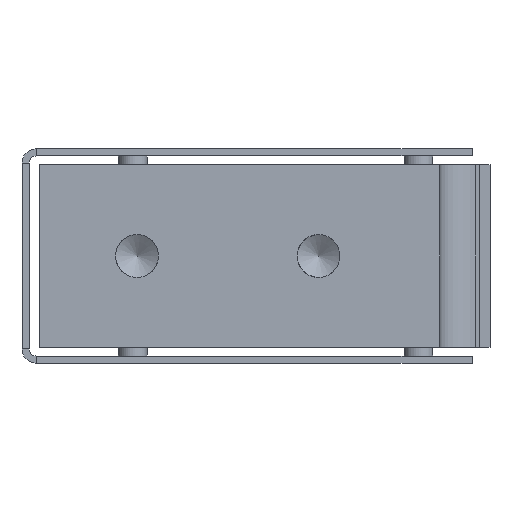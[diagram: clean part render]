
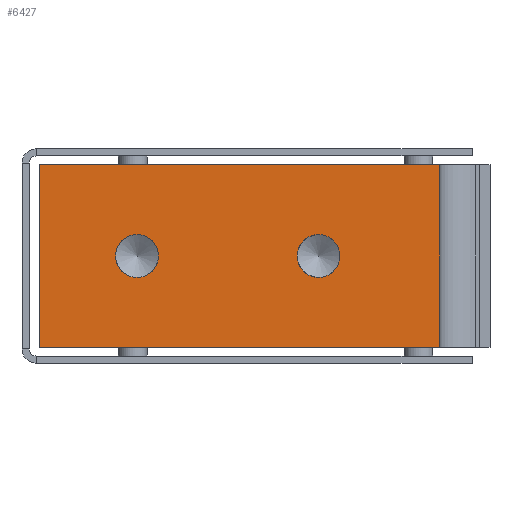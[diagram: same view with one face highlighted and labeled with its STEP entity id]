
A CAD part, left-side view. The second image highlights one B-rep face of the part: STEP entity #6427.
In plain terms, the highlighted planar face has unit normal (-1, 0, 0).
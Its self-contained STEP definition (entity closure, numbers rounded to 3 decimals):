
#51=FACE_BOUND('',#953,.T.);
#52=FACE_BOUND('',#954,.T.);
#127=PLANE('',#6881);
#173=CIRCLE('',#6703,3.);
#174=CIRCLE('',#6704,3.);
#178=CIRCLE('',#6721,3.);
#179=CIRCLE('',#6722,3.);
#581=FACE_OUTER_BOUND('',#952,.T.);
#952=EDGE_LOOP('',(#5686,#5687,#5688,#5689));
#953=EDGE_LOOP('',(#5690,#5691));
#954=EDGE_LOOP('',(#5692,#5693));
#1751=LINE('',#22693,#2127);
#1800=LINE('',#22814,#2176);
#1821=LINE('',#22857,#2197);
#1822=LINE('',#22859,#2198);
#2127=VECTOR('',#7913,10.);
#2176=VECTOR('',#8014,10.);
#2197=VECTOR('',#8071,10.);
#2198=VECTOR('',#8074,10.);
#2661=VERTEX_POINT('',#15376);
#2662=VERTEX_POINT('',#15377);
#2702=VERTEX_POINT('',#18064);
#2703=VERTEX_POINT('',#18065);
#2801=VERTEX_POINT('',#22690);
#2802=VERTEX_POINT('',#22692);
#2847=VERTEX_POINT('',#22811);
#2848=VERTEX_POINT('',#22813);
#3499=EDGE_CURVE('',#2661,#2662,#173,.T.);
#3500=EDGE_CURVE('',#2662,#2661,#174,.T.);
#3575=EDGE_CURVE('',#2702,#2703,#178,.T.);
#3576=EDGE_CURVE('',#2703,#2702,#179,.T.);
#3726=EDGE_CURVE('',#2801,#2802,#1751,.T.);
#3787=EDGE_CURVE('',#2847,#2848,#1800,.T.);
#3811=EDGE_CURVE('',#2801,#2848,#1821,.T.);
#3812=EDGE_CURVE('',#2802,#2847,#1822,.T.);
#5686=ORIENTED_EDGE('',*,*,#3811,.T.);
#5687=ORIENTED_EDGE('',*,*,#3787,.F.);
#5688=ORIENTED_EDGE('',*,*,#3812,.F.);
#5689=ORIENTED_EDGE('',*,*,#3726,.F.);
#5690=ORIENTED_EDGE('',*,*,#3499,.T.);
#5691=ORIENTED_EDGE('',*,*,#3500,.T.);
#5692=ORIENTED_EDGE('',*,*,#3575,.T.);
#5693=ORIENTED_EDGE('',*,*,#3576,.T.);
#6427=ADVANCED_FACE('',(#581,#51,#52),#127,.T.);
#6703=AXIS2_PLACEMENT_3D('',#15378,#7587,#7588);
#6704=AXIS2_PLACEMENT_3D('',#15379,#7589,#7590);
#6721=AXIS2_PLACEMENT_3D('',#18066,#7628,#7629);
#6722=AXIS2_PLACEMENT_3D('',#18067,#7630,#7631);
#6881=AXIS2_PLACEMENT_3D('',#22858,#8072,#8073);
#7587=DIRECTION('center_axis',(1.,0.,0.));
#7588=DIRECTION('ref_axis',(0.,-1.,0.));
#7589=DIRECTION('center_axis',(1.,0.,0.));
#7590=DIRECTION('ref_axis',(0.,-1.,0.));
#7628=DIRECTION('center_axis',(1.,0.,0.));
#7629=DIRECTION('ref_axis',(0.,-1.,0.));
#7630=DIRECTION('center_axis',(1.,0.,0.));
#7631=DIRECTION('ref_axis',(0.,-1.,0.));
#7913=DIRECTION('',(0.,1.,0.));
#8014=DIRECTION('',(0.,-1.,0.));
#8071=DIRECTION('',(0.,0.,1.));
#8072=DIRECTION('center_axis',(-1.,0.,0.));
#8073=DIRECTION('ref_axis',(0.,-1.,0.));
#8074=DIRECTION('',(0.,0.,1.));
#15376=CARTESIAN_POINT('',(-59.,14.9,0.));
#15377=CARTESIAN_POINT('',(-59.,20.9,0.));
#15378=CARTESIAN_POINT('Origin',(-59.,17.9,0.));
#15379=CARTESIAN_POINT('Origin',(-59.,17.9,0.));
#18064=CARTESIAN_POINT('',(-59.,-10.5,0.));
#18065=CARTESIAN_POINT('',(-59.,-4.5,0.));
#18066=CARTESIAN_POINT('Origin',(-59.,-7.5,0.));
#18067=CARTESIAN_POINT('Origin',(-59.,-7.5,0.));
#22690=CARTESIAN_POINT('',(-59.,-24.5,-12.75));
#22692=CARTESIAN_POINT('',(-59.,31.5,-12.75));
#22693=CARTESIAN_POINT('',(-59.,-31.5,-12.75));
#22811=CARTESIAN_POINT('',(-59.,31.5,12.75));
#22813=CARTESIAN_POINT('',(-59.,-24.5,12.75));
#22814=CARTESIAN_POINT('',(-59.,-31.5,12.75));
#22857=CARTESIAN_POINT('',(-59.,-24.5,0.));
#22858=CARTESIAN_POINT('Origin',(-59.,31.5,0.));
#22859=CARTESIAN_POINT('',(-59.,31.5,0.));
